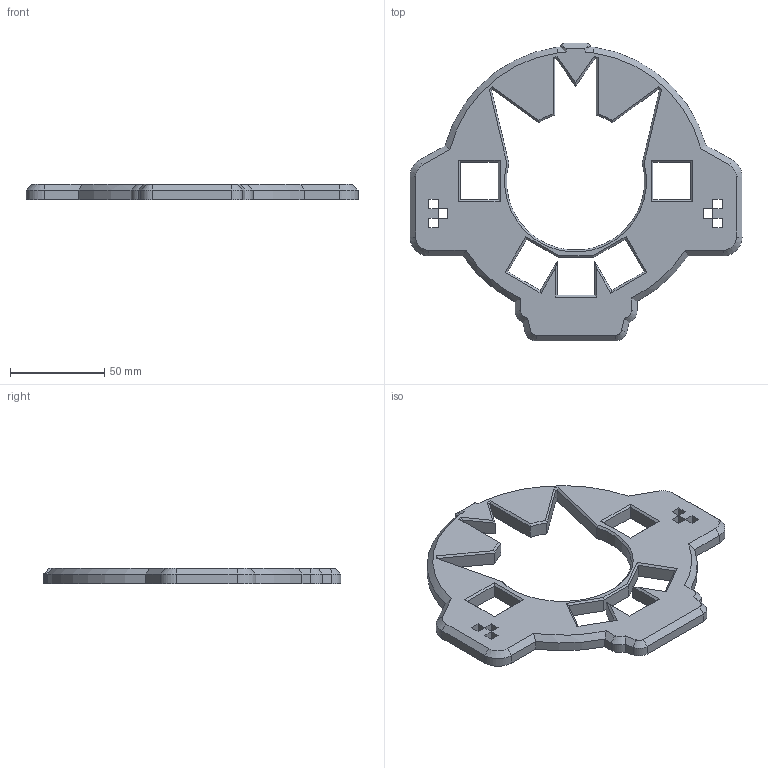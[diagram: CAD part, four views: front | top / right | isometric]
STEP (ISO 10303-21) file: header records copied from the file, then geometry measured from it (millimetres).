
FILE_DESCRIPTION(/* description */ (''),/* implementation_level */ '2;1');
FILE_NAME(/* name */ 'BubuTopCase.step',/* time_stamp */ '2023-11-11T23:29:55-08:00',/* author */ (''),/* organization */ (''),/* preprocessor_version */ 'ST-DEVELOPER v20',/* originating_system */ 'Autodesk Translation Framework v12.14.0.127',/* authorisation */ '');
FILE_SCHEMA (('AUTOMOTIVE_DESIGN { 1 0 10303 214 3 1 1 }'));
Length unit declared in the file: millimetre
Products named in the file (1): HiveMind2
Bounding box: 175.98 x 157.78 x 8 mm (x, y, z)
Volume: 88675.1 mm3; surface area: 32993.6 mm2
Topology: 1 solids, 1 shells, 174 faces, 453 edges, 273 vertices
Faces by surface type: plane 136, cone 19, cylinder 19
Entity records: 5294 total; most frequent: CARTESIAN_POINT 976, ORIENTED_EDGE 906, DIRECTION 835, EDGE_CURVE 453, LINE 371, VECTOR 371, VERTEX_POINT 273, AXIS2_PLACEMENT_3D 232
